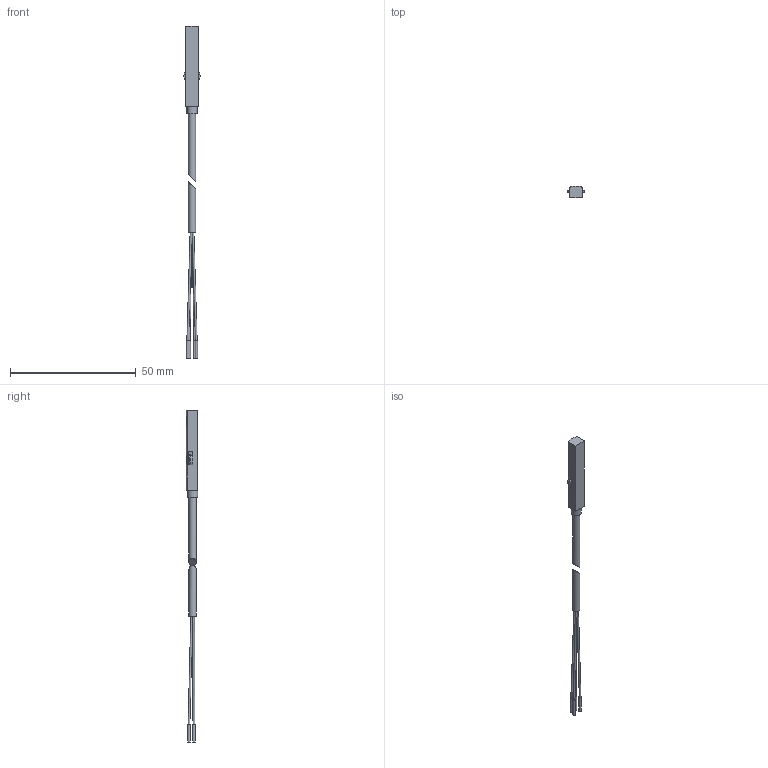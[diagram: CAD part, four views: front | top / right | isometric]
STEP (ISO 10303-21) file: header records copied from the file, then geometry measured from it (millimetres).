
FILE_DESCRIPTION(/* description */ ('STEP AP214'),/* implementation_level */ '2;1');
FILE_NAME(/* name */ '8063975_SDAS-MHS-M40-1L-PNLK-PN-E-2_5-LE',/* time_stamp */ '2024-09-14T23:27:51+02:00',/* author */ ('License CC BY-ND 4.0'),/* organization */ ('CADENAS'),/* preprocessor_version */ 'ST-DEVELOPER v19.3',/* originating_system */ 'PARTsolutions',/* authorisation */ ' ');
FILE_SCHEMA (('AUTOMOTIVE_DESIGN {1 0 10303 214 3 1 1}'));
Length unit declared in the file: millimetre
Products named in the file (3): 8063975 SDAS-MHS-M40-1L-PNLK-PN-E-2.5-LE; 8063975 SDAS-MHS-M40-1L-PNLK-PN-E-2.5-LE---(P1); 8063975 SDAS-MHS-M40-1L-PNLK-PN-E-2.5-LE---(P2)
Assembly tree (2 placements, depth 2):
  8063975 SDAS-MHS-M40-1L-PNLK-PN-E-2.5-LE
    8063975 SDAS-MHS-M40-1L-PNLK-PN-E-2.5-LE---(P1)
    8063975 SDAS-MHS-M40-1L-PNLK-PN-E-2.5-LE---(P2)
Bounding box: 6.43 x 4.6 x 131.8 mm (x, y, z)
Volume: 1101.5 mm3; surface area: 1648.8 mm2
Topology: 2 solids, 2 shells, 97 faces, 256 edges, 177 vertices
Faces by surface type: plane 57, cylinder 35, bspline 4, cone 1
Full cylindrical faces by diameter (mm): 1 x4, 2.9 x2, 3.4 x1, 4 x2, 4.5 x1
Entity records: 3776 total; most frequent: CARTESIAN_POINT 620, DIRECTION 516, ORIENTED_EDGE 476, EDGE_CURVE 238, AXIS2_PLACEMENT_3D 192, VERTEX_POINT 174, LINE 132, VECTOR 132
